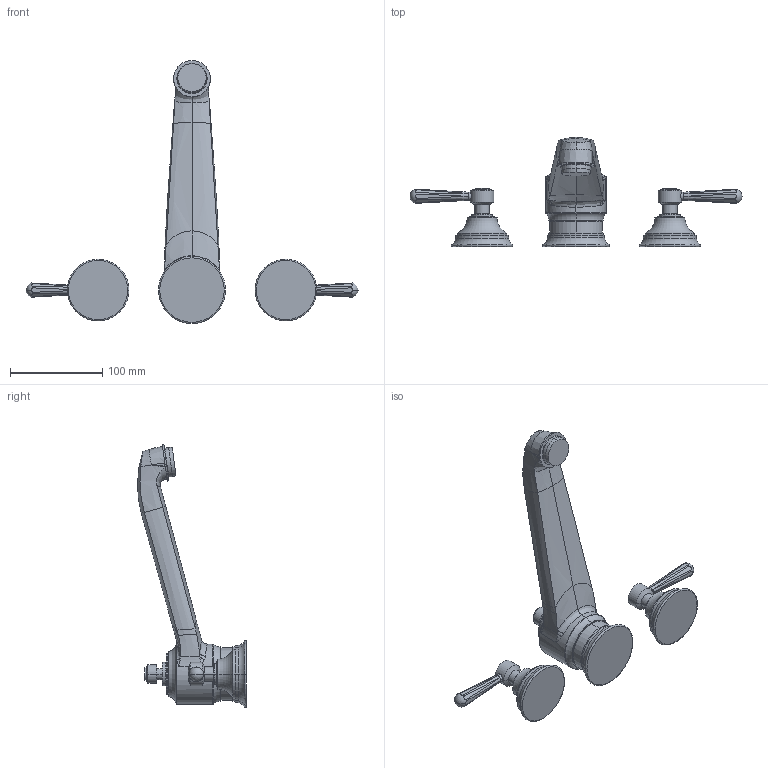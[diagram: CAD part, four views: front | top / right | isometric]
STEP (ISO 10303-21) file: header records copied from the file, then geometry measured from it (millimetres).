
FILE_DESCRIPTION((''),'2;1');
FILE_NAME('3-1666','2021-03-12T10:46:10',('jinson.thomas'),(''),'CREO PARAMETRIC BY PTC INC, 2018400','CREO PARAMETRIC BY PTC INC, 2018400','');
FILE_SCHEMA(('CONFIG_CONTROL_DESIGN'));
Length unit declared in the file: inch
Products named in the file (1): 3-1666
Bounding box: 359.38 x 117.93 x 284.77 mm (x, y, z)
Volume: 687857.7 mm3; surface area: 87613.7 mm2
Topology: 3 solids, 3 shells, 919 faces, 2441 edges, 1586 vertices
Faces by surface type: plane 422, cylinder 300, bspline 65, sphere 64, torus 40, extrusion 20, cone 8
Entity records: 37180 total; most frequent: CARTESIAN_POINT 14907, ORIENTED_EDGE 4862, DIRECTION 4479, EDGE_CURVE 2431, AXIS2_PLACEMENT_3D 1857, VERTEX_POINT 1586, CIRCLE 1023, EDGE_LOOP 987
